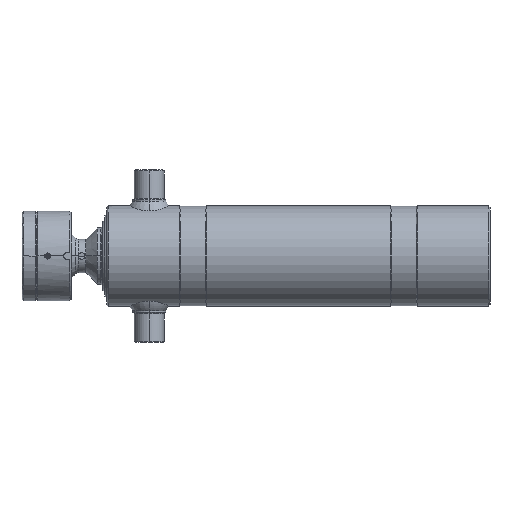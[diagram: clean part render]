
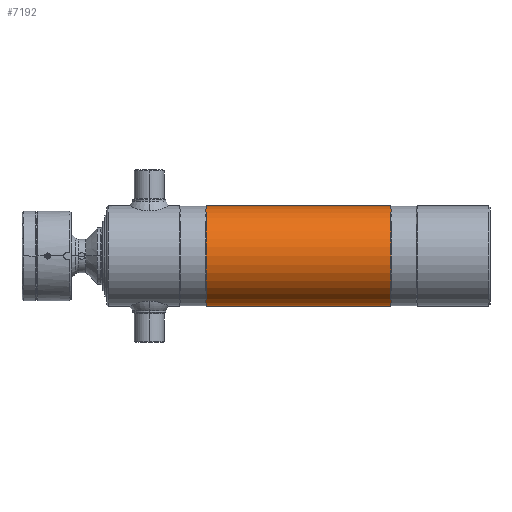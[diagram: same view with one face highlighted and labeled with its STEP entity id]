
A CAD part, left-side view. The second image highlights one B-rep face of the part: STEP entity #7192.
In plain terms, the highlighted cylindrical face has radius 75.75 mm (diameter 151.5 mm), a partial arc.
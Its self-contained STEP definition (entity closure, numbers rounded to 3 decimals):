
#641 = AXIS2_PLACEMENT_3D ( 'NONE', #10132, #4538, #2071 ) ;
#1273 = DIRECTION ( 'NONE',  ( 0., 0., 1. ) ) ;
#1802 = LINE ( 'NONE', #7375, #2246 ) ;
#1890 = ORIENTED_EDGE ( 'NONE', *, *, #8442, .T. ) ;
#2071 = DIRECTION ( 'NONE',  ( 0., 0., 1. ) ) ;
#2246 = VECTOR ( 'NONE', #4908, 1000. ) ;
#2331 = ORIENTED_EDGE ( 'NONE', *, *, #8092, .F. ) ;
#3400 = VERTEX_POINT ( 'NONE', #5830 ) ;
#3731 = CARTESIAN_POINT ( 'NONE',  ( 0., 150., 0. ) ) ;
#4265 = DIRECTION ( 'NONE',  ( 0., 1., 0. ) ) ;
#4538 = DIRECTION ( 'NONE',  ( 0., 1., 0. ) ) ;
#4650 = LINE ( 'NONE', #8635, #7683 ) ;
#4908 = DIRECTION ( 'NONE',  ( 0., 1., 0. ) ) ;
#5183 = ORIENTED_EDGE ( 'NONE', *, *, #6301, .F. ) ;
#5452 = VERTEX_POINT ( 'NONE', #8608 ) ;
#5562 = EDGE_LOOP ( 'NONE', ( #5183, #5960, #1890, #2331 ) ) ;
#5830 = CARTESIAN_POINT ( 'NONE',  ( 0., 150., 75.75 ) ) ;
#5960 = ORIENTED_EDGE ( 'NONE', *, *, #6360, .T. ) ;
#6151 = DIRECTION ( 'NONE',  ( 0., 1., 0. ) ) ;
#6301 = EDGE_CURVE ( 'NONE', #5452, #8415, #4650, .T. ) ;
#6360 = EDGE_CURVE ( 'NONE', #5452, #3400, #6481, .T. ) ;
#6481 = CIRCLE ( 'NONE', #7333, 75.75 ) ;
#6843 = CYLINDRICAL_SURFACE ( 'NONE', #7701, 75.75 ) ;
#7192 = ADVANCED_FACE ( 'NONE', ( #9109 ), #6843, .T. ) ;
#7322 = CARTESIAN_POINT ( 'NONE',  ( 0., 428., -75.75 ) ) ;
#7333 = AXIS2_PLACEMENT_3D ( 'NONE', #3731, #6151, #1273 ) ;
#7375 = CARTESIAN_POINT ( 'NONE',  ( 0., 522.61, 75.75 ) ) ;
#7683 = VECTOR ( 'NONE', #8530, 1000. ) ;
#7701 = AXIS2_PLACEMENT_3D ( 'NONE', #10127, #4265, #8466 ) ;
#8042 = CIRCLE ( 'NONE', #641, 75.75 ) ;
#8092 = EDGE_CURVE ( 'NONE', #8415, #8703, #8042, .T. ) ;
#8415 = VERTEX_POINT ( 'NONE', #7322 ) ;
#8442 = EDGE_CURVE ( 'NONE', #3400, #8703, #1802, .T. ) ;
#8466 = DIRECTION ( 'NONE',  ( 0., 0., 1. ) ) ;
#8530 = DIRECTION ( 'NONE',  ( 0., 1., 0. ) ) ;
#8608 = CARTESIAN_POINT ( 'NONE',  ( 0., 150., -75.75 ) ) ;
#8635 = CARTESIAN_POINT ( 'NONE',  ( 0., 522.61, -75.75 ) ) ;
#8703 = VERTEX_POINT ( 'NONE', #9577 ) ;
#9109 = FACE_OUTER_BOUND ( 'NONE', #5562, .T. ) ;
#9577 = CARTESIAN_POINT ( 'NONE',  ( 0., 428., 75.75 ) ) ;
#10127 = CARTESIAN_POINT ( 'NONE',  ( 0., 522.61, 0. ) ) ;
#10132 = CARTESIAN_POINT ( 'NONE',  ( 0., 428., 0. ) ) ;
